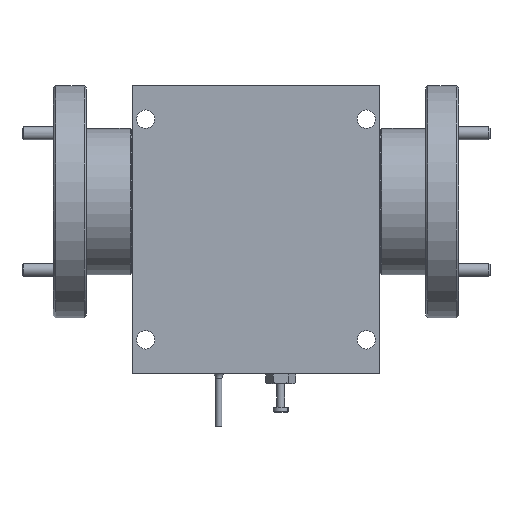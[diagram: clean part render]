
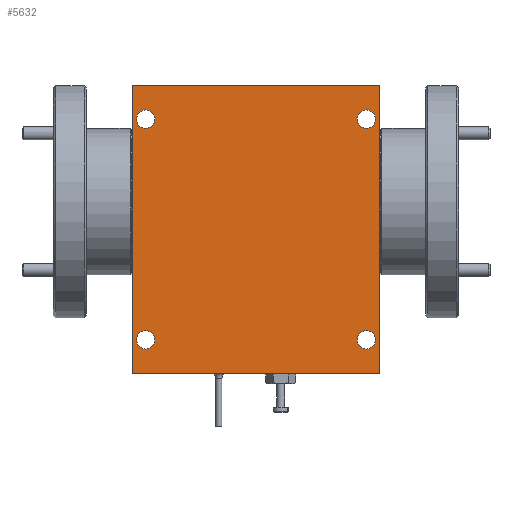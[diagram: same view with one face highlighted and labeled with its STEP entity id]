
A CAD part, front view. The second image highlights one B-rep face of the part: STEP entity #5632.
In plain terms, the highlighted planar face has unit normal (0, -1, 0).
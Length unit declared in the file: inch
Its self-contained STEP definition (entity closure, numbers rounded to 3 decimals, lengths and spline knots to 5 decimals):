
#74 = DIRECTION ( 'NONE',  ( 0., 1., 0. ) ) ;
#431 = VECTOR ( 'NONE', #3234, 39.37008 ) ;
#552 = DIRECTION ( 'NONE',  ( 0., 0., 1. ) ) ;
#591 = EDGE_LOOP ( 'NONE', ( #1216, #6755, #3402, #716 ) ) ;
#598 = CARTESIAN_POINT ( 'NONE',  ( 0.6, 0., -0.7 ) ) ;
#629 = EDGE_CURVE ( 'NONE', #7582, #4093, #2098, .T. ) ;
#716 = ORIENTED_EDGE ( 'NONE', *, *, #7331, .F. ) ;
#730 = FACE_OUTER_BOUND ( 'NONE', #591, .T. ) ;
#796 = AXIS2_PLACEMENT_3D ( 'NONE', #1080, #5474, #7343 ) ;
#1055 = EDGE_CURVE ( 'NONE', #1234, #3036, #6884, .T. ) ;
#1080 = CARTESIAN_POINT ( 'NONE',  ( -0.535, 0., 0.535 ) ) ;
#1216 = ORIENTED_EDGE ( 'NONE', *, *, #629, .F. ) ;
#1234 = VERTEX_POINT ( 'NONE', #4762 ) ;
#1330 = CARTESIAN_POINT ( 'NONE',  ( 0.6, 0., 0.7 ) ) ;
#1355 = EDGE_LOOP ( 'NONE', ( #3909 ) ) ;
#1375 = LINE ( 'NONE', #1330, #5260 ) ;
#1444 = DIRECTION ( 'NONE',  ( 0., 0., 1. ) ) ;
#1479 = VECTOR ( 'NONE', #3220, 39.37008 ) ;
#1571 = CIRCLE ( 'NONE', #6124, 0.0445 ) ;
#1737 = VERTEX_POINT ( 'NONE', #7372 ) ;
#1992 = ORIENTED_EDGE ( 'NONE', *, *, #7947, .T. ) ;
#2085 = PLANE ( 'NONE',  #7118 ) ;
#2098 = LINE ( 'NONE', #2741, #7697 ) ;
#2232 = VERTEX_POINT ( 'NONE', #7137 ) ;
#2310 = DIRECTION ( 'NONE',  ( 0., 1., 0. ) ) ;
#2323 = EDGE_CURVE ( 'NONE', #2348, #2348, #7801, .T. ) ;
#2348 = VERTEX_POINT ( 'NONE', #6740 ) ;
#2411 = EDGE_CURVE ( 'NONE', #5520, #5520, #4961, .T. ) ;
#2631 = EDGE_LOOP ( 'NONE', ( #1992 ) ) ;
#2637 = DIRECTION ( 'NONE',  ( 0., 0., 1. ) ) ;
#2647 = DIRECTION ( 'NONE',  ( 0., 0., 1. ) ) ;
#2741 = CARTESIAN_POINT ( 'NONE',  ( -0.6, 0., 0.7 ) ) ;
#2743 = CARTESIAN_POINT ( 'NONE',  ( -0.6, 0., -0.7 ) ) ;
#3036 = VERTEX_POINT ( 'NONE', #4516 ) ;
#3213 = CARTESIAN_POINT ( 'NONE',  ( 0., 0., 0. ) ) ;
#3220 = DIRECTION ( 'NONE',  ( 0., 0., -1. ) ) ;
#3234 = DIRECTION ( 'NONE',  ( -1., 0., 0. ) ) ;
#3258 = FACE_BOUND ( 'NONE', #4858, .T. ) ;
#3288 = CARTESIAN_POINT ( 'NONE',  ( -0.6, 0., 0.7 ) ) ;
#3402 = ORIENTED_EDGE ( 'NONE', *, *, #1055, .F. ) ;
#3405 = EDGE_LOOP ( 'NONE', ( #4315 ) ) ;
#3592 = CIRCLE ( 'NONE', #6934, 0.0445 ) ;
#3665 = CARTESIAN_POINT ( 'NONE',  ( -0.535, 0., -0.535 ) ) ;
#3727 = LINE ( 'NONE', #598, #431 ) ;
#3775 = ORIENTED_EDGE ( 'NONE', *, *, #2411, .T. ) ;
#3824 = FACE_BOUND ( 'NONE', #3405, .T. ) ;
#3866 = CARTESIAN_POINT ( 'NONE',  ( 0.6, 0., 0.7 ) ) ;
#3909 = ORIENTED_EDGE ( 'NONE', *, *, #7140, .T. ) ;
#4093 = VERTEX_POINT ( 'NONE', #3288 ) ;
#4299 = CARTESIAN_POINT ( 'NONE',  ( -0.535, 0., 0.5795 ) ) ;
#4315 = ORIENTED_EDGE ( 'NONE', *, *, #2323, .T. ) ;
#4432 = EDGE_CURVE ( 'NONE', #3036, #7582, #3727, .T. ) ;
#4516 = CARTESIAN_POINT ( 'NONE',  ( 0.6, 0., -0.7 ) ) ;
#4762 = CARTESIAN_POINT ( 'NONE',  ( 0.6, 0., 0.7 ) ) ;
#4858 = EDGE_LOOP ( 'NONE', ( #3775 ) ) ;
#4961 = CIRCLE ( 'NONE', #796, 0.0445 ) ;
#5203 = DIRECTION ( 'NONE',  ( 1., 0., 0. ) ) ;
#5260 = VECTOR ( 'NONE', #5203, 39.37008 ) ;
#5357 = AXIS2_PLACEMENT_3D ( 'NONE', #7898, #2310, #552 ) ;
#5474 = DIRECTION ( 'NONE',  ( 0., 1., 0. ) ) ;
#5520 = VERTEX_POINT ( 'NONE', #4299 ) ;
#5632 = ADVANCED_FACE ( 'NONE', ( #3824, #3258, #6318, #7516, #730 ), #2085, .F. ) ;
#5739 = DIRECTION ( 'NONE',  ( 0., 1., 0. ) ) ;
#6124 = AXIS2_PLACEMENT_3D ( 'NONE', #3665, #74, #7478 ) ;
#6270 = DIRECTION ( 'NONE',  ( 0., 1., 0. ) ) ;
#6318 = FACE_BOUND ( 'NONE', #1355, .T. ) ;
#6740 = CARTESIAN_POINT ( 'NONE',  ( 0.535, 0., -0.4905 ) ) ;
#6755 = ORIENTED_EDGE ( 'NONE', *, *, #4432, .F. ) ;
#6884 = LINE ( 'NONE', #3866, #1479 ) ;
#6934 = AXIS2_PLACEMENT_3D ( 'NONE', #6946, #6270, #2637 ) ;
#6946 = CARTESIAN_POINT ( 'NONE',  ( 0.535, 0., 0.535 ) ) ;
#7118 = AXIS2_PLACEMENT_3D ( 'NONE', #3213, #5739, #2647 ) ;
#7137 = CARTESIAN_POINT ( 'NONE',  ( -0.535, 0., -0.4905 ) ) ;
#7140 = EDGE_CURVE ( 'NONE', #2232, #2232, #1571, .T. ) ;
#7331 = EDGE_CURVE ( 'NONE', #4093, #1234, #1375, .T. ) ;
#7343 = DIRECTION ( 'NONE',  ( 0., 0., 1. ) ) ;
#7372 = CARTESIAN_POINT ( 'NONE',  ( 0.535, 0., 0.5795 ) ) ;
#7478 = DIRECTION ( 'NONE',  ( 0., 0., 1. ) ) ;
#7516 = FACE_BOUND ( 'NONE', #2631, .T. ) ;
#7582 = VERTEX_POINT ( 'NONE', #2743 ) ;
#7697 = VECTOR ( 'NONE', #1444, 39.37008 ) ;
#7801 = CIRCLE ( 'NONE', #5357, 0.0445 ) ;
#7898 = CARTESIAN_POINT ( 'NONE',  ( 0.535, 0., -0.535 ) ) ;
#7947 = EDGE_CURVE ( 'NONE', #1737, #1737, #3592, .T. ) ;
